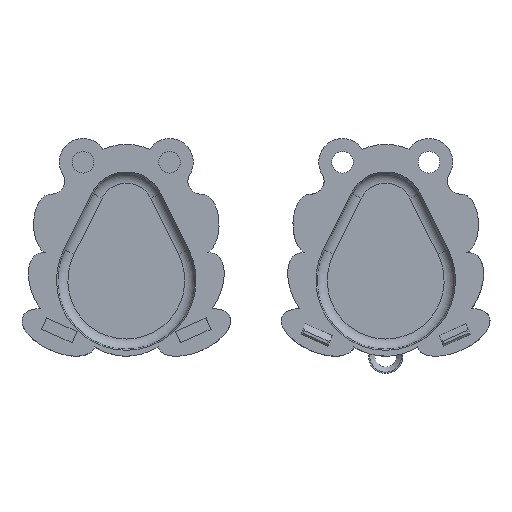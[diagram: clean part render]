
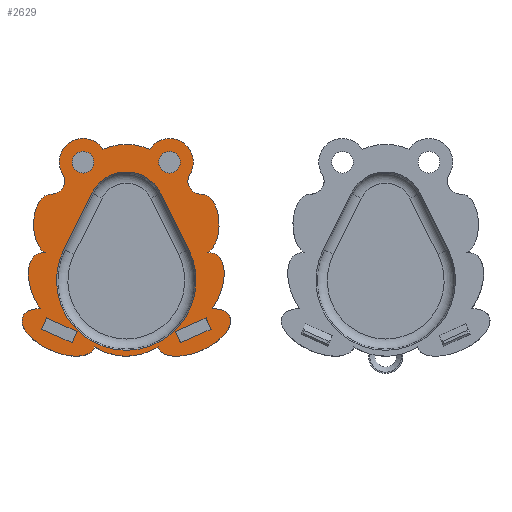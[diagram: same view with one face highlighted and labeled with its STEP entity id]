
A CAD part, top view. The second image highlights one B-rep face of the part: STEP entity #2629.
In plain terms, the highlighted planar face has unit normal (0, 0, 1).
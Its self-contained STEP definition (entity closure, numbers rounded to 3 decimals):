
#135=ELLIPSE('',#2807,24.5,18.);
#136=ELLIPSE('',#2810,7.,4.);
#137=ELLIPSE('',#2811,9.,5.);
#138=ELLIPSE('',#2812,9.,4.5);
#139=ELLIPSE('',#2813,24.5,18.);
#140=ELLIPSE('',#2814,9.,4.5);
#141=ELLIPSE('',#2815,9.,5.);
#142=ELLIPSE('',#2816,7.,4.);
#213=FACE_BOUND('',#487,.T.);
#214=FACE_BOUND('',#488,.T.);
#215=FACE_BOUND('',#489,.T.);
#216=FACE_BOUND('',#490,.T.);
#217=FACE_BOUND('',#491,.T.);
#231=CIRCLE('',#2802,2.5);
#232=CIRCLE('',#2808,5.5);
#233=CIRCLE('',#2809,3.006);
#234=CIRCLE('',#2817,3.006);
#235=CIRCLE('',#2818,5.5);
#236=CIRCLE('',#2819,16.135);
#237=CIRCLE('',#2820,8.885);
#238=CIRCLE('',#2821,2.5);
#326=FACE_OUTER_BOUND('',#486,.T.);
#486=EDGE_LOOP('',(#1817,#1818,#1819,#1820,#1821,#1822,#1823,#1824,#1825,
#1826,#1827,#1828));
#487=EDGE_LOOP('',(#1829,#1830,#1831,#1832));
#488=EDGE_LOOP('',(#1833,#1834,#1835,#1836));
#489=EDGE_LOOP('',(#1837));
#490=EDGE_LOOP('',(#1838,#1839,#1840,#1841));
#491=EDGE_LOOP('',(#1842));
#658=LINE('',#3786,#872);
#661=LINE('',#3792,#875);
#663=LINE('',#3796,#877);
#666=LINE('',#3802,#880);
#669=LINE('',#3807,#883);
#671=LINE('',#3812,#885);
#674=LINE('',#3818,#888);
#677=LINE('',#3823,#891);
#694=LINE('',#3888,#908);
#695=LINE('',#3892,#909);
#872=VECTOR('',#3063,10.);
#875=VECTOR('',#3068,10.);
#877=VECTOR('',#3072,10.);
#880=VECTOR('',#3077,10.);
#883=VECTOR('',#3082,10.);
#885=VECTOR('',#3088,10.);
#888=VECTOR('',#3093,10.);
#891=VECTOR('',#3098,10.);
#908=VECTOR('',#3157,10.);
#909=VECTOR('',#3160,10.);
#1083=VERTEX_POINT('',#3783);
#1084=VERTEX_POINT('',#3785);
#1085=VERTEX_POINT('',#3789);
#1086=VERTEX_POINT('',#3791);
#1087=VERTEX_POINT('',#3795);
#1089=VERTEX_POINT('',#3801);
#1091=VERTEX_POINT('',#3811);
#1093=VERTEX_POINT('',#3817);
#1102=VERTEX_POINT('',#3842);
#1108=VERTEX_POINT('',#3862);
#1109=VERTEX_POINT('',#3863);
#1110=VERTEX_POINT('',#3865);
#1111=VERTEX_POINT('',#3867);
#1112=VERTEX_POINT('',#3869);
#1113=VERTEX_POINT('',#3871);
#1114=VERTEX_POINT('',#3873);
#1115=VERTEX_POINT('',#3875);
#1116=VERTEX_POINT('',#3877);
#1117=VERTEX_POINT('',#3879);
#1118=VERTEX_POINT('',#3881);
#1119=VERTEX_POINT('',#3883);
#1120=VERTEX_POINT('',#3886);
#1121=VERTEX_POINT('',#3887);
#1122=VERTEX_POINT('',#3889);
#1123=VERTEX_POINT('',#3891);
#1124=VERTEX_POINT('',#3894);
#1344=EDGE_CURVE('',#1084,#1083,#658,.T.);
#1347=EDGE_CURVE('',#1086,#1085,#661,.T.);
#1349=EDGE_CURVE('',#1087,#1086,#663,.T.);
#1352=EDGE_CURVE('',#1089,#1087,#666,.T.);
#1355=EDGE_CURVE('',#1085,#1089,#669,.T.);
#1357=EDGE_CURVE('',#1091,#1084,#671,.T.);
#1360=EDGE_CURVE('',#1093,#1091,#674,.T.);
#1363=EDGE_CURVE('',#1083,#1093,#677,.T.);
#1372=EDGE_CURVE('',#1102,#1102,#231,.T.);
#1382=EDGE_CURVE('',#1108,#1109,#135,.T.);
#1383=EDGE_CURVE('',#1109,#1110,#232,.T.);
#1384=EDGE_CURVE('',#1110,#1111,#233,.T.);
#1385=EDGE_CURVE('',#1111,#1112,#136,.T.);
#1386=EDGE_CURVE('',#1112,#1113,#137,.T.);
#1387=EDGE_CURVE('',#1113,#1114,#138,.T.);
#1388=EDGE_CURVE('',#1114,#1115,#139,.T.);
#1389=EDGE_CURVE('',#1115,#1116,#140,.T.);
#1390=EDGE_CURVE('',#1116,#1117,#141,.T.);
#1391=EDGE_CURVE('',#1117,#1118,#142,.T.);
#1392=EDGE_CURVE('',#1118,#1119,#234,.T.);
#1393=EDGE_CURVE('',#1119,#1108,#235,.T.);
#1394=EDGE_CURVE('',#1120,#1121,#694,.T.);
#1395=EDGE_CURVE('',#1121,#1122,#236,.T.);
#1396=EDGE_CURVE('',#1122,#1123,#695,.T.);
#1397=EDGE_CURVE('',#1123,#1120,#237,.T.);
#1398=EDGE_CURVE('',#1124,#1124,#238,.T.);
#1817=ORIENTED_EDGE('',*,*,#1382,.T.);
#1818=ORIENTED_EDGE('',*,*,#1383,.T.);
#1819=ORIENTED_EDGE('',*,*,#1384,.T.);
#1820=ORIENTED_EDGE('',*,*,#1385,.T.);
#1821=ORIENTED_EDGE('',*,*,#1386,.T.);
#1822=ORIENTED_EDGE('',*,*,#1387,.T.);
#1823=ORIENTED_EDGE('',*,*,#1388,.T.);
#1824=ORIENTED_EDGE('',*,*,#1389,.T.);
#1825=ORIENTED_EDGE('',*,*,#1390,.T.);
#1826=ORIENTED_EDGE('',*,*,#1391,.T.);
#1827=ORIENTED_EDGE('',*,*,#1392,.T.);
#1828=ORIENTED_EDGE('',*,*,#1393,.T.);
#1829=ORIENTED_EDGE('',*,*,#1347,.T.);
#1830=ORIENTED_EDGE('',*,*,#1355,.T.);
#1831=ORIENTED_EDGE('',*,*,#1352,.T.);
#1832=ORIENTED_EDGE('',*,*,#1349,.T.);
#1833=ORIENTED_EDGE('',*,*,#1357,.T.);
#1834=ORIENTED_EDGE('',*,*,#1344,.T.);
#1835=ORIENTED_EDGE('',*,*,#1363,.T.);
#1836=ORIENTED_EDGE('',*,*,#1360,.T.);
#1837=ORIENTED_EDGE('',*,*,#1372,.T.);
#1838=ORIENTED_EDGE('',*,*,#1394,.T.);
#1839=ORIENTED_EDGE('',*,*,#1395,.T.);
#1840=ORIENTED_EDGE('',*,*,#1396,.T.);
#1841=ORIENTED_EDGE('',*,*,#1397,.T.);
#1842=ORIENTED_EDGE('',*,*,#1398,.T.);
#2550=PLANE('',#2806);
#2629=ADVANCED_FACE('',(#326,#213,#214,#215,#216,#217),#2550,.T.);
#2802=AXIS2_PLACEMENT_3D('',#3843,#3114,#3115);
#2806=AXIS2_PLACEMENT_3D('',#3861,#3131,#3132);
#2807=AXIS2_PLACEMENT_3D('',#3864,#3133,#3134);
#2808=AXIS2_PLACEMENT_3D('',#3866,#3135,#3136);
#2809=AXIS2_PLACEMENT_3D('',#3868,#3137,#3138);
#2810=AXIS2_PLACEMENT_3D('',#3870,#3139,#3140);
#2811=AXIS2_PLACEMENT_3D('',#3872,#3141,#3142);
#2812=AXIS2_PLACEMENT_3D('',#3874,#3143,#3144);
#2813=AXIS2_PLACEMENT_3D('',#3876,#3145,#3146);
#2814=AXIS2_PLACEMENT_3D('',#3878,#3147,#3148);
#2815=AXIS2_PLACEMENT_3D('',#3880,#3149,#3150);
#2816=AXIS2_PLACEMENT_3D('',#3882,#3151,#3152);
#2817=AXIS2_PLACEMENT_3D('',#3884,#3153,#3154);
#2818=AXIS2_PLACEMENT_3D('',#3885,#3155,#3156);
#2819=AXIS2_PLACEMENT_3D('',#3890,#3158,#3159);
#2820=AXIS2_PLACEMENT_3D('',#3893,#3161,#3162);
#2821=AXIS2_PLACEMENT_3D('',#3895,#3163,#3164);
#3063=DIRECTION('',(-0.914,0.407,0.));
#3068=DIRECTION('',(-0.914,-0.407,0.));
#3072=DIRECTION('',(0.407,-0.914,0.));
#3077=DIRECTION('',(0.914,0.407,0.));
#3082=DIRECTION('',(-0.407,0.914,0.));
#3088=DIRECTION('',(-0.407,-0.914,0.));
#3093=DIRECTION('',(0.914,-0.407,0.));
#3098=DIRECTION('',(0.407,0.914,0.));
#3114=DIRECTION('center_axis',(0.,0.,-1.));
#3115=DIRECTION('ref_axis',(1.,0.,0.));
#3131=DIRECTION('center_axis',(0.,0.,1.));
#3132=DIRECTION('ref_axis',(1.,0.,0.));
#3133=DIRECTION('center_axis',(0.,0.,1.));
#3134=DIRECTION('ref_axis',(0.,1.,0.));
#3135=DIRECTION('center_axis',(0.,0.,1.));
#3136=DIRECTION('ref_axis',(1.,0.,0.));
#3137=DIRECTION('center_axis',(0.,0.,-1.));
#3138=DIRECTION('ref_axis',(-0.066,-0.998,0.));
#3139=DIRECTION('center_axis',(0.,0.,1.));
#3140=DIRECTION('ref_axis',(0.,-1.,0.));
#3141=DIRECTION('center_axis',(0.,0.,1.));
#3142=DIRECTION('ref_axis',(0.423,-0.906,0.));
#3143=DIRECTION('center_axis',(0.,0.,1.));
#3144=DIRECTION('ref_axis',(0.914,-0.407,0.));
#3145=DIRECTION('center_axis',(0.,0.,1.));
#3146=DIRECTION('ref_axis',(0.,1.,0.));
#3147=DIRECTION('center_axis',(0.,0.,1.));
#3148=DIRECTION('ref_axis',(0.914,0.407,0.));
#3149=DIRECTION('center_axis',(0.,0.,1.));
#3150=DIRECTION('ref_axis',(-0.423,-0.906,0.));
#3151=DIRECTION('center_axis',(0.,0.,1.));
#3152=DIRECTION('ref_axis',(0.,-1.,0.));
#3153=DIRECTION('center_axis',(0.,0.,-1.));
#3154=DIRECTION('ref_axis',(-0.914,0.405,0.));
#3155=DIRECTION('center_axis',(0.,0.,1.));
#3156=DIRECTION('ref_axis',(1.,0.,0.));
#3157=DIRECTION('',(0.446,-0.895,0.));
#3158=DIRECTION('center_axis',(0.,0.,-1.));
#3159=DIRECTION('ref_axis',(1.,0.,0.));
#3160=DIRECTION('',(0.446,0.895,0.));
#3161=DIRECTION('center_axis',(0.,0.,-1.));
#3162=DIRECTION('ref_axis',(1.,0.,0.));
#3163=DIRECTION('center_axis',(0.,0.,-1.));
#3164=DIRECTION('ref_axis',(1.,0.,0.));
#3783=CARTESIAN_POINT('',(-79.606,-18.246,5.2));
#3785=CARTESIAN_POINT('',(-72.526,-21.398,5.2));
#3786=CARTESIAN_POINT('',(-71.402,-21.899,5.2));
#3789=CARTESIAN_POINT('',(-47.474,-21.398,5.2));
#3791=CARTESIAN_POINT('',(-40.394,-18.246,5.2));
#3792=CARTESIAN_POINT('',(-45.058,-20.323,5.2));
#3795=CARTESIAN_POINT('',(-41.553,-15.642,5.2));
#3796=CARTESIAN_POINT('',(-46.112,-5.403,5.2));
#3801=CARTESIAN_POINT('',(-48.633,-18.795,5.2));
#3802=CARTESIAN_POINT('',(-49.758,-19.295,5.2));
#3807=CARTESIAN_POINT('',(-52.663,-9.743,5.2));
#3811=CARTESIAN_POINT('',(-71.367,-18.795,5.2));
#3812=CARTESIAN_POINT('',(-66.808,-8.555,5.2));
#3817=CARTESIAN_POINT('',(-78.447,-15.642,5.2));
#3818=CARTESIAN_POINT('',(-73.782,-17.719,5.2));
#3823=CARTESIAN_POINT('',(-74.417,-6.59,5.2));
#3842=CARTESIAN_POINT('',(-72.5,20.371,5.2));
#3843=CARTESIAN_POINT('Origin',(-70.,20.371,5.2));
#3861=CARTESIAN_POINT('Origin',(-60.,0.683,5.2));
#3862=CARTESIAN_POINT('',(-54.608,23.375,5.2));
#3863=CARTESIAN_POINT('',(-65.392,23.375,5.2));
#3864=CARTESIAN_POINT('Origin',(-60.,0.,
5.2));
#3865=CARTESIAN_POINT('',(-74.505,17.217,5.2));
#3866=CARTESIAN_POINT('Origin',(-70.,20.371,5.2));
#3867=CARTESIAN_POINT('',(-77.281,12.994,5.2));
#3868=CARTESIAN_POINT('Origin',(-77.255,16.,5.2));
#3869=CARTESIAN_POINT('',(-78.764,-0.613,5.2));
#3870=CARTESIAN_POINT('Origin',(-77.452,6.,5.2));
#3871=CARTESIAN_POINT('',(-79.9,-13.496,5.2));
#3872=CARTESIAN_POINT('Origin',(-76.742,-9.,5.2));
#3873=CARTESIAN_POINT('',(-67.367,-22.354,5.2));
#3874=CARTESIAN_POINT('Origin',(-75.7,-19.,5.2));
#3875=CARTESIAN_POINT('',(-52.633,-22.354,5.2));
#3876=CARTESIAN_POINT('Origin',(-60.,0.,
5.2));
#3877=CARTESIAN_POINT('',(-40.1,-13.496,5.2));
#3878=CARTESIAN_POINT('Origin',(-44.3,-19.,5.2));
#3879=CARTESIAN_POINT('',(-41.236,-0.613,5.2));
#3880=CARTESIAN_POINT('Origin',(-43.258,-9.,5.2));
#3881=CARTESIAN_POINT('',(-42.719,12.994,5.2));
#3882=CARTESIAN_POINT('Origin',(-42.548,6.,5.2));
#3883=CARTESIAN_POINT('',(-45.495,17.217,5.2));
#3884=CARTESIAN_POINT('Origin',(-42.745,16.,5.2));
#3885=CARTESIAN_POINT('Origin',(-50.,20.371,5.2));
#3886=CARTESIAN_POINT('',(-52.048,13.214,5.2));
#3887=CARTESIAN_POINT('',(-45.56,0.199,5.2));
#3888=CARTESIAN_POINT('',(-46.458,2.001,5.2));
#3889=CARTESIAN_POINT('',(-74.44,0.199,5.2));
#3890=CARTESIAN_POINT('Origin',(-60.,-7.,5.2));
#3891=CARTESIAN_POINT('',(-67.952,13.214,5.2));
#3892=CARTESIAN_POINT('',(-70.298,8.509,5.2));
#3893=CARTESIAN_POINT('Origin',(-60.,9.25,5.2));
#3894=CARTESIAN_POINT('',(-52.5,20.371,5.2));
#3895=CARTESIAN_POINT('Origin',(-50.,20.371,5.2));
